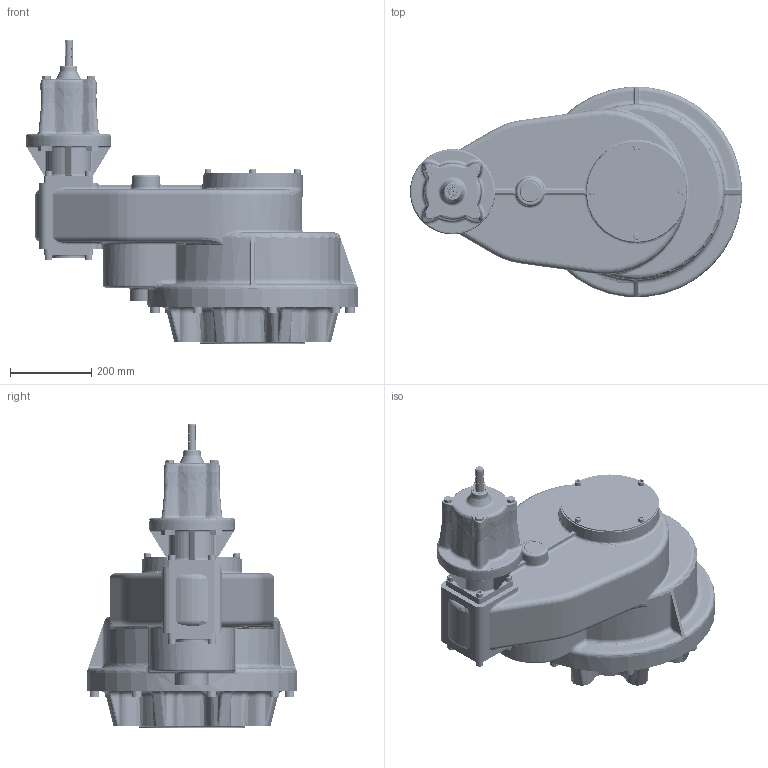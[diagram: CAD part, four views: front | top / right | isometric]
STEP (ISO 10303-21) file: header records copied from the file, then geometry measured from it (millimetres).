
FILE_DESCRIPTION(/* description */ ('Unknown'),/* implementation_level */ '2;1');
FILE_NAME(/* name */ 'PUB-HOS15MPR19-230.4-MAN-F35_SOLID_1-1',/* time_stamp */ '2019-10-22T12:10:06+01:00',/* author */ ('Unknown'),/* organization */ ('Unknown'),/* preprocessor_version */ 'ST-DEVELOPER v16.7',/* originating_system */ 'DEX',/* authorisation */ $);
FILE_SCHEMA (('AUTOMOTIVE_DESIGN {1 0 10303 214 3 1 1}'));
Products named in the file (1): PUB-HOS15MPR19-230.4-MAN-F35_SOLID_1-1
Bounding box: 818.37 x 519.35 x 751.67 mm (x, y, z)
Volume: 65221863.1 mm3; surface area: 2546968.3 mm2
Topology: 4 solids, 4 shells, 8346 faces, 23646 edges, 14720 vertices
Faces by surface type: plane 3991, cylinder 2987, bspline 578, cone 354, torus 352, sphere 84
Full cylindrical faces by diameter (mm): 0.1 x1, 2.5 x2, 4.917 x4, 5 x142, 6 x2, 15 x3, 16 x4, 17 x3, 18 x8, 20 x3, 22.098 x1, 23 x2, 24 x8, 26 x10, 26.5 x8, 30 x1, 36 x1, 42 x1, 50 x1, 70 x1, 80 x1, 100 x1, 102 x1, 125 x1, 128 x1, 155 x1, 159.7 x2, 159.88 x1, 159.984 x3, 160 x5
Entity records: 291971 total; most frequent: CARTESIAN_POINT 80655, ORIENTED_EDGE 45708, DIRECTION 43512, EDGE_CURVE 22854, AXIS2_PLACEMENT_3D 17014, VERTEX_POINT 14563, LINE 9484, VECTOR 9484
